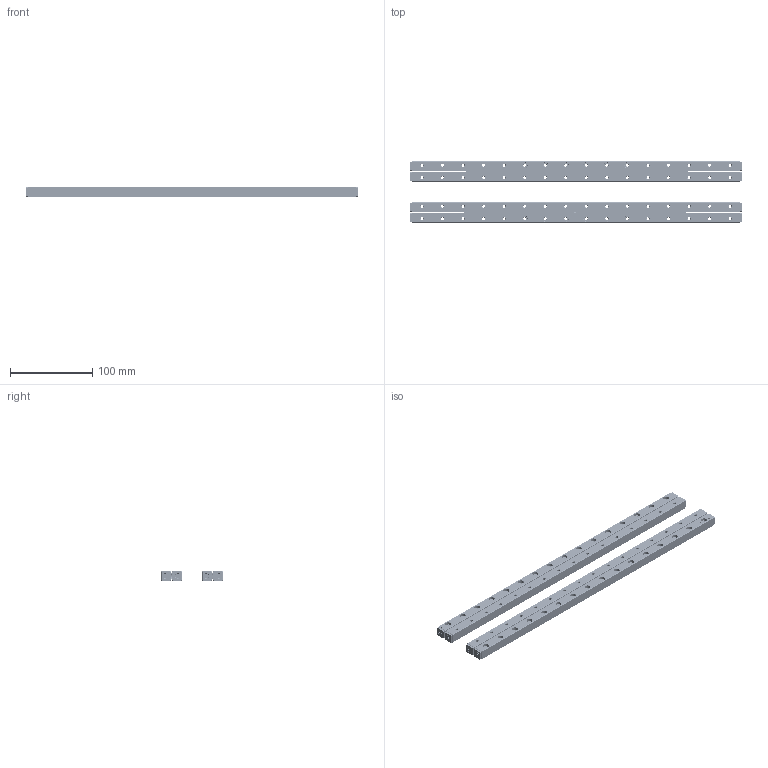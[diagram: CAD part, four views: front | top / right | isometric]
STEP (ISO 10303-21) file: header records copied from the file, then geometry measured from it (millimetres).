
FILE_DESCRIPTION(/* description */ (''),/* implementation_level */ '2;1');
FILE_NAME(/* name */ 'Set RNG-6400x40KRE_stp.stp',/* time_stamp */ '2025-04-29T09:39:24+02:00',/* author */ (''),/* organization */ (''),/* preprocessor_version */ 'ST-DEVELOPER v16.7',/* originating_system */ 'SIEMENS PLM Software NX 12.0',/* authorisation */ '');
FILE_SCHEMA (('AUTOMOTIVE_DESIGN { 1 0 10303 214 3 1 1 1 }'));
Products named in the file (1): Set RNG-6400x40KRE_stp
Bounding box: 404 x 75 x 12 mm (x, y, z)
Volume: 207319.2 mm3; surface area: 129216.3 mm2
Topology: 108 solids, 108 shells, 4280 faces, 11240 edges, 7300 vertices
Faces by surface type: plane 2084, cylinder 1268, cone 568, bspline 360
Full cylindrical faces by diameter (mm): 0.8 x336, 2.26 x8, 3 x8, 3.2 x8, 3.3 x64, 3.5 x8, 4 x80, 6 x88, 7 x64
Entity records: 134899 total; most frequent: CARTESIAN_POINT 25965, DIRECTION 20166, ORIENTED_EDGE 19320, EDGE_CURVE 9660, AXIS2_PLACEMENT_3D 7337, VERTEX_POINT 6960, EDGE_LOOP 6436, LINE 5492
